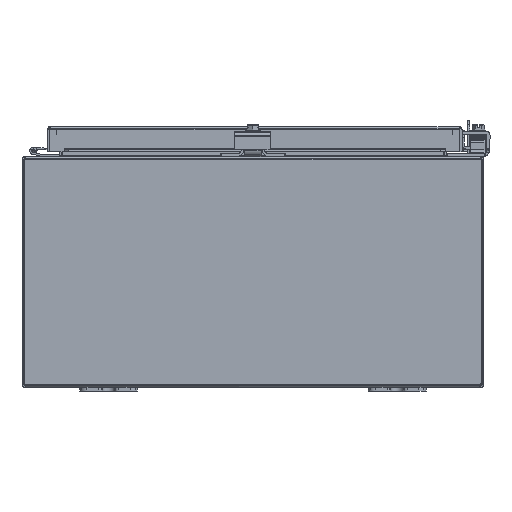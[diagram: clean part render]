
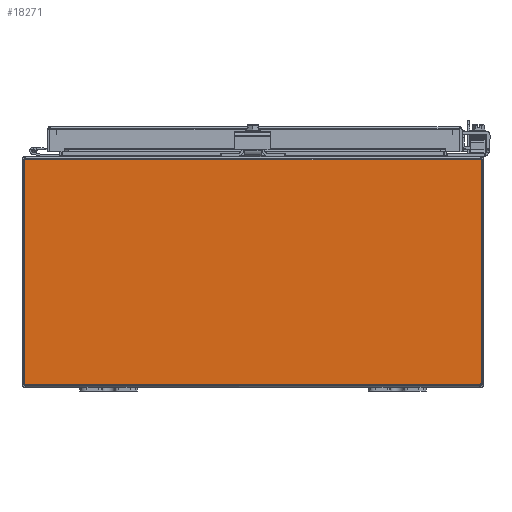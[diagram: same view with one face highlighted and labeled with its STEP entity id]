
A CAD part, front view. The second image highlights one B-rep face of the part: STEP entity #18271.
In plain terms, the highlighted planar face has unit normal (0, -1, 0).
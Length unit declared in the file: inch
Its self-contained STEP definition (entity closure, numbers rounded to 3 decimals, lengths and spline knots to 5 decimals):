
#138 = DIRECTION ( 'NONE',  ( 1., 0., 0. ) ) ;
#271 = CARTESIAN_POINT ( 'NONE',  ( 0., -12., 0.10525 ) ) ;
#575 = EDGE_CURVE ( 'NONE', #39196, #29292, #39387, .T. ) ;
#1612 = CARTESIAN_POINT ( 'NONE',  ( -7.963, -12., 7.89475 ) ) ;
#2738 = VERTEX_POINT ( 'NONE', #13034 ) ;
#3090 = VERTEX_POINT ( 'NONE', #5073 ) ;
#3273 = EDGE_CURVE ( 'NONE', #30053, #2738, #4190, .T. ) ;
#4170 = VECTOR ( 'NONE', #23898, 39.37008 ) ;
#4190 = LINE ( 'NONE', #271, #36543 ) ;
#4731 = EDGE_CURVE ( 'NONE', #3090, #35807, #8592, .T. ) ;
#5073 = CARTESIAN_POINT ( 'NONE',  ( -7.963, -12., 0.12745 ) ) ;
#5187 = LINE ( 'NONE', #23860, #4170 ) ;
#6900 = AXIS2_PLACEMENT_3D ( 'NONE', #15966, #37649, #19107 ) ;
#7588 = VECTOR ( 'NONE', #14782, 39.37008 ) ;
#7866 = AXIS2_PLACEMENT_3D ( 'NONE', #34059, #15401, #37106 ) ;
#8198 = VECTOR ( 'NONE', #33946, 39.37008 ) ;
#8592 = LINE ( 'NONE', #15551, #7588 ) ;
#9699 = CARTESIAN_POINT ( 'NONE',  ( -7.93789, -12., 0.06211 ) ) ;
#9866 = VECTOR ( 'NONE', #14652, 39.37008 ) ;
#9963 = AXIS2_PLACEMENT_3D ( 'NONE', #9699, #31675, #12897 ) ;
#10846 = VERTEX_POINT ( 'NONE', #12981 ) ;
#10850 = LINE ( 'NONE', #23980, #9866 ) ;
#11783 = EDGE_CURVE ( 'NONE', #29292, #10846, #5187, .T. ) ;
#12092 = CARTESIAN_POINT ( 'NONE',  ( 3.9815, -12., 7.89475 ) ) ;
#12897 = DIRECTION ( 'NONE',  ( 1., 0., 0. ) ) ;
#12981 = CARTESIAN_POINT ( 'NONE',  ( -7.91495, -12., 7.89475 ) ) ;
#13034 = CARTESIAN_POINT ( 'NONE',  ( 7.88277, -12., 0.10525 ) ) ;
#13097 = DIRECTION ( 'NONE',  ( -1., 0., 0. ) ) ;
#13214 = CARTESIAN_POINT ( 'NONE',  ( 3.9815, -12., 7.89475 ) ) ;
#14652 = DIRECTION ( 'NONE',  ( 0., 0., -1. ) ) ;
#14661 = VECTOR ( 'NONE', #13097, 39.37008 ) ;
#14782 = DIRECTION ( 'NONE',  ( 0., 0., 1. ) ) ;
#15401 = DIRECTION ( 'NONE',  ( 0., 1., 0. ) ) ;
#15551 = CARTESIAN_POINT ( 'NONE',  ( -7.963, -12., 0.10525 ) ) ;
#15966 = CARTESIAN_POINT ( 'NONE',  ( 0., -12., 4.00948 ) ) ;
#16559 = VERTEX_POINT ( 'NONE', #38044 ) ;
#17301 = EDGE_LOOP ( 'NONE', ( #29651, #22116, #17785, #38833, #20783, #28740, #23250, #26966 ) ) ;
#17785 = ORIENTED_EDGE ( 'NONE', *, *, #27268, .T. ) ;
#17899 = CARTESIAN_POINT ( 'NONE',  ( -7.88277, -12., 0.10525 ) ) ;
#18271 = ADVANCED_FACE ( 'NONE', ( #26521 ), #34472, .F. ) ;
#19107 = DIRECTION ( 'NONE',  ( 1., 0., 0. ) ) ;
#20381 = CARTESIAN_POINT ( 'NONE',  ( 7.963, -12., 7.89475 ) ) ;
#20783 = ORIENTED_EDGE ( 'NONE', *, *, #20953, .T. ) ;
#20953 = EDGE_CURVE ( 'NONE', #3090, #30053, #34471, .T. ) ;
#22116 = ORIENTED_EDGE ( 'NONE', *, *, #11783, .T. ) ;
#23250 = ORIENTED_EDGE ( 'NONE', *, *, #32020, .T. ) ;
#23860 = CARTESIAN_POINT ( 'NONE',  ( 3.9815, -12., 7.89475 ) ) ;
#23898 = DIRECTION ( 'NONE',  ( -1., 0., 0. ) ) ;
#23980 = CARTESIAN_POINT ( 'NONE',  ( 7.963, -12., -0.06732 ) ) ;
#25262 = CIRCLE ( 'NONE', #7866, 0.07 ) ;
#26521 = FACE_OUTER_BOUND ( 'NONE', #17301, .T. ) ;
#26966 = ORIENTED_EDGE ( 'NONE', *, *, #32768, .F. ) ;
#27268 = EDGE_CURVE ( 'NONE', #10846, #35807, #40333, .T. ) ;
#28740 = ORIENTED_EDGE ( 'NONE', *, *, #3273, .T. ) ;
#29292 = VERTEX_POINT ( 'NONE', #29977 ) ;
#29651 = ORIENTED_EDGE ( 'NONE', *, *, #575, .T. ) ;
#29977 = CARTESIAN_POINT ( 'NONE',  ( 7.91495, -12., 7.89475 ) ) ;
#30053 = VERTEX_POINT ( 'NONE', #17899 ) ;
#31675 = DIRECTION ( 'NONE',  ( 0., 1., 0. ) ) ;
#32020 = EDGE_CURVE ( 'NONE', #2738, #16559, #25262, .T. ) ;
#32768 = EDGE_CURVE ( 'NONE', #39196, #16559, #10850, .T. ) ;
#33946 = DIRECTION ( 'NONE',  ( -1., 0., 0. ) ) ;
#34059 = CARTESIAN_POINT ( 'NONE',  ( 7.93789, -12., 0.06211 ) ) ;
#34471 = CIRCLE ( 'NONE', #9963, 0.07 ) ;
#34472 = PLANE ( 'NONE',  #6900 ) ;
#35807 = VERTEX_POINT ( 'NONE', #1612 ) ;
#36543 = VECTOR ( 'NONE', #138, 39.37008 ) ;
#37106 = DIRECTION ( 'NONE',  ( 1., 0., 0. ) ) ;
#37649 = DIRECTION ( 'NONE',  ( 0., 1., 0. ) ) ;
#38044 = CARTESIAN_POINT ( 'NONE',  ( 7.963, -12., 0.12745 ) ) ;
#38833 = ORIENTED_EDGE ( 'NONE', *, *, #4731, .F. ) ;
#39196 = VERTEX_POINT ( 'NONE', #20381 ) ;
#39387 = LINE ( 'NONE', #13214, #14661 ) ;
#40333 = LINE ( 'NONE', #12092, #8198 ) ;
